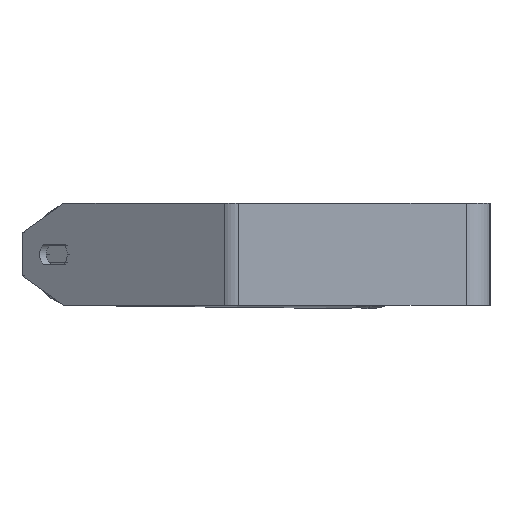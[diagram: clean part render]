
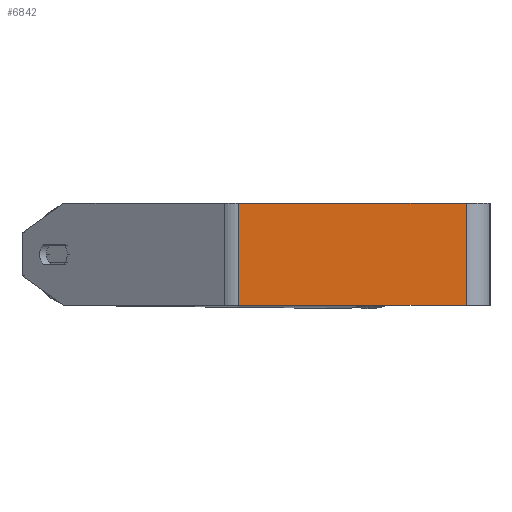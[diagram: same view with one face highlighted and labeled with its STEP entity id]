
A CAD part, left-side view. The second image highlights one B-rep face of the part: STEP entity #6842.
In plain terms, the highlighted planar face has unit normal (-1, 0, 0).
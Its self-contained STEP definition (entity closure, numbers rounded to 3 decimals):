
#626 = EDGE_LOOP ( 'NONE', ( #6125, #6495, #4836, #4563 ) ) ;
#888 = EDGE_CURVE ( 'NONE', #7930, #7101, #1564, .T. ) ;
#1238 = DIRECTION ( 'NONE',  ( 0., 0., -1. ) ) ;
#1564 = LINE ( 'NONE', #2834, #3802 ) ;
#2524 = VECTOR ( 'NONE', #2619, 1000. ) ;
#2580 = CARTESIAN_POINT ( 'NONE',  ( -500., 14., 30. ) ) ;
#2619 = DIRECTION ( 'NONE',  ( 0., 0., -1. ) ) ;
#2652 = EDGE_CURVE ( 'NONE', #8559, #8596, #5920, .T. ) ;
#2754 = CARTESIAN_POINT ( 'NONE',  ( -500., 152.274, -30. ) ) ;
#2834 = CARTESIAN_POINT ( 'NONE',  ( -500., 147.86, 30. ) ) ;
#2883 = LINE ( 'NONE', #3502, #6921 ) ;
#3299 = LINE ( 'NONE', #2754, #3790 ) ;
#3315 = EDGE_CURVE ( 'NONE', #7101, #8596, #3299, .T. ) ;
#3337 = CARTESIAN_POINT ( 'NONE',  ( -500., 14., 30. ) ) ;
#3502 = CARTESIAN_POINT ( 'NONE',  ( -500., 152.274, 30. ) ) ;
#3790 = VECTOR ( 'NONE', #8766, 1000. ) ;
#3802 = VECTOR ( 'NONE', #6278, 1000. ) ;
#3928 = PLANE ( 'NONE',  #7343 ) ;
#4563 = ORIENTED_EDGE ( 'NONE', *, *, #888, .T. ) ;
#4714 = CARTESIAN_POINT ( 'NONE',  ( -500., 14., -30. ) ) ;
#4719 = EDGE_CURVE ( 'NONE', #7930, #8559, #2883, .T. ) ;
#4836 = ORIENTED_EDGE ( 'NONE', *, *, #4719, .F. ) ;
#5739 = CARTESIAN_POINT ( 'NONE',  ( -500., 147.86, -30. ) ) ;
#5920 = LINE ( 'NONE', #2580, #2524 ) ;
#6125 = ORIENTED_EDGE ( 'NONE', *, *, #3315, .T. ) ;
#6198 = DIRECTION ( 'NONE',  ( 0., -1., 0. ) ) ;
#6278 = DIRECTION ( 'NONE',  ( 0., 0., -1. ) ) ;
#6495 = ORIENTED_EDGE ( 'NONE', *, *, #2652, .F. ) ;
#6842 = ADVANCED_FACE ( 'NONE', ( #7322 ), #3928, .F. ) ;
#6921 = VECTOR ( 'NONE', #6198, 1000. ) ;
#7101 = VERTEX_POINT ( 'NONE', #5739 ) ;
#7322 = FACE_OUTER_BOUND ( 'NONE', #626, .T. ) ;
#7343 = AXIS2_PLACEMENT_3D ( 'NONE', #8605, #8698, #1238 ) ;
#7930 = VERTEX_POINT ( 'NONE', #8469 ) ;
#8469 = CARTESIAN_POINT ( 'NONE',  ( -500., 147.86, 30. ) ) ;
#8559 = VERTEX_POINT ( 'NONE', #3337 ) ;
#8596 = VERTEX_POINT ( 'NONE', #4714 ) ;
#8605 = CARTESIAN_POINT ( 'NONE',  ( -500., 152.274, 30. ) ) ;
#8698 = DIRECTION ( 'NONE',  ( 1., 0., 0. ) ) ;
#8766 = DIRECTION ( 'NONE',  ( 0., -1., 0. ) ) ;
